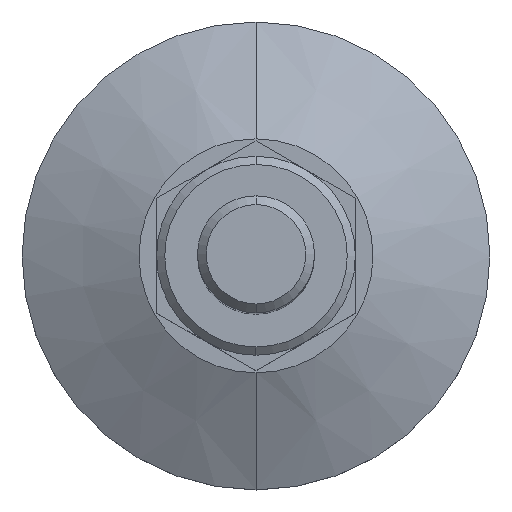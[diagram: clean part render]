
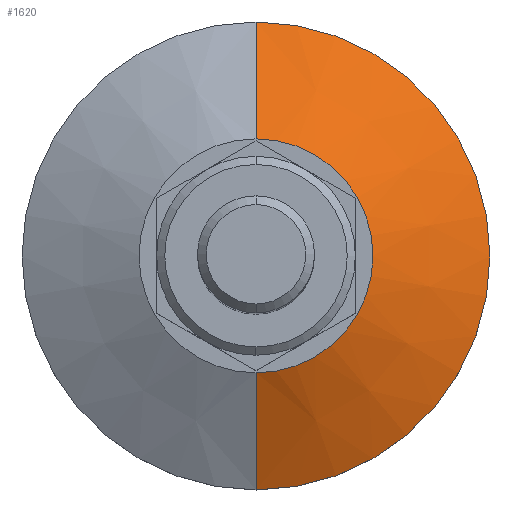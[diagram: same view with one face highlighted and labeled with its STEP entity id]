
A CAD part, top view. The second image highlights one B-rep face of the part: STEP entity #1620.
In plain terms, the highlighted conical face has half-angle 63.435 degrees and reference radius 10 mm.
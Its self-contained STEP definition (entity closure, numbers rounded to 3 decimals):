
#1060=CARTESIAN_POINT('',(0.,0.,-5.3));
#1070=DIRECTION('',(0.,0.,-1.));
#1080=DIRECTION('',(0.,1.,0.));
#1090=AXIS2_PLACEMENT_3D('',#1060,#1070,#1080);
#1100=CIRCLE('',#1090,10.);
#1110=CARTESIAN_POINT('',(10.,0.,-5.3));
#1120=VERTEX_POINT('',#1110);
#1130=CARTESIAN_POINT('',(0.,-10.,-5.3));
#1140=VERTEX_POINT('',#1130);
#1150=EDGE_CURVE('',#1120,#1140,#1100,.T.);
#1170=CARTESIAN_POINT('',(0.,10.,-5.3));
#1180=VERTEX_POINT('',#1170);
#1210=EDGE_CURVE('',#1180,#1120,#1100,.T.);
#1260=CARTESIAN_POINT('',(0.,0.,-5.3));
#1270=DIRECTION('',(0.,0.,-1.));
#1280=DIRECTION('',(0.,1.,0.));
#1290=AXIS2_PLACEMENT_3D('',#1260,#1270,#1280);
#1300=CONICAL_SURFACE('',#1290,10.,1.107);
#1310=CARTESIAN_POINT('',(0.,10.,-5.3));
#1320=DIRECTION('',(0.,0.894,-0.447));
#1330=VECTOR('',#1320,11.18);
#1340=LINE('',#1310,#1330);
#1350=CARTESIAN_POINT('',(0.,20.,-10.3));
#1360=VERTEX_POINT('',#1350);
#1370=EDGE_CURVE('',#1180,#1360,#1340,.T.);
#1380=ORIENTED_EDGE('',*,*,#1370,.F.);
#1390=CARTESIAN_POINT('',(0.,0.,-10.3));
#1400=DIRECTION('',(0.,0.,-1.));
#1410=DIRECTION('',(0.,1.,0.));
#1420=AXIS2_PLACEMENT_3D('',#1390,#1400,#1410);
#1430=CIRCLE('',#1420,20.);
#1440=CARTESIAN_POINT('',(20.,0.,-10.3));
#1450=VERTEX_POINT('',#1440);
#1460=EDGE_CURVE('',#1360,#1450,#1430,.T.);
#1470=ORIENTED_EDGE('',*,*,#1460,.F.);
#1480=CARTESIAN_POINT('',(0.,-20.,-10.3));
#1490=VERTEX_POINT('',#1480);
#1500=EDGE_CURVE('',#1450,#1490,#1430,.T.);
#1510=ORIENTED_EDGE('',*,*,#1500,.F.);
#1520=CARTESIAN_POINT('',(0.,-10.,-5.3));
#1530=DIRECTION('',(0.,-0.894,
-0.447));
#1540=VECTOR('',#1530,11.18);
#1550=LINE('',#1520,#1540);
#1560=EDGE_CURVE('',#1140,#1490,#1550,.T.);
#1570=ORIENTED_EDGE('',*,*,#1560,.T.);
#1580=ORIENTED_EDGE('',*,*,#1150,.T.);
#1590=ORIENTED_EDGE('',*,*,#1210,.T.);
#1600=EDGE_LOOP('',(#1590,#1580,#1570,#1510,#1470,#1380));
#1610=FACE_OUTER_BOUND('',#1600,.T.);
#1620=ADVANCED_FACE('',(#1610),#1300,.T.);
